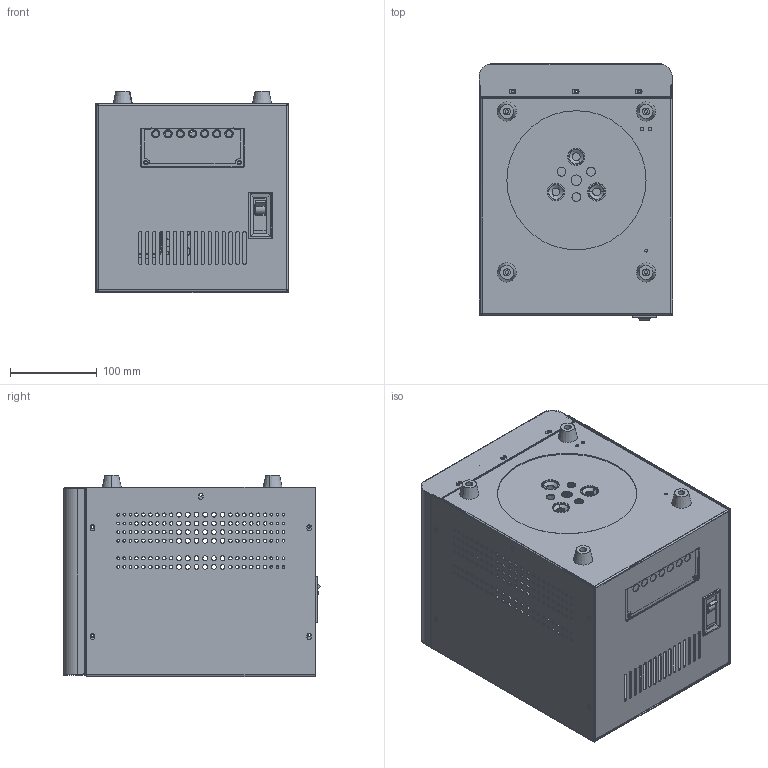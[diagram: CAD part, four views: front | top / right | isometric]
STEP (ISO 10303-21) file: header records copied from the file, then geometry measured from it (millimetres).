
FILE_DESCRIPTION (( 'STEP AP214' ), '1' );
FILE_NAME ('TND-3K总装2025.STEP', '2025-04-29T08:13:54', ( '万丰电脑' ), ( '电话：0577-62733550' ), 'SwSTEP 2.0', 'SolidWorks 2020', '' );
FILE_SCHEMA (( 'AUTOMOTIVE_DESIGN' ));
Length unit declared in the file: millimetre
Products named in the file (11): 3K裔赽2025; TND3K傷赽; 3K傷赽蚾饜; DZ47等薊諾羲; TND橡皮脚3~5K; TND-3kVA菁啣; TND3K-湮R嶺扥醱啣2025; TND-3kVA傷赽裔; 杅珆萇揤桶2025; TND-3K軞蚾2025; 剿繚ん盓殤2
Assembly tree (13 placements, depth 3):
  TND-3K軞蚾2025
    3K裔赽2025
    TND-3kVA菁啣
    TND3K-湮R嶺扥醱啣2025
    TND橡皮脚3~5K  x4
    DZ47等薊諾羲
    剿繚ん盓殤2
    3K傷赽蚾饜
      TND-3kVA傷赽裔
      TND3K傷赽
    杅珆萇揤桶2025
Bounding box: 223 x 296.33 x 231.1 mm (x, y, z)
Volume: 511559.2 mm3; surface area: 808069.7 mm2
Topology: 17 solids, 19 shells, 2099 faces, 5743 edges, 3719 vertices
Faces by surface type: cylinder 1298, plane 694, torus 55, cone 44, bspline 8
Entity records: 78223 total; most frequent: DIRECTION 12459, CARTESIAN_POINT 11943, ORIENTED_EDGE 11378, EDGE_CURVE 5689, AXIS2_PLACEMENT_3D 4751, VERTEX_POINT 3683, EDGE_LOOP 3098, VECTOR 2957
